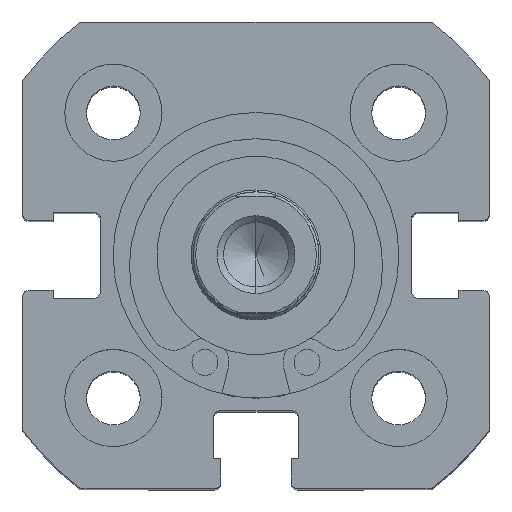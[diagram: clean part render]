
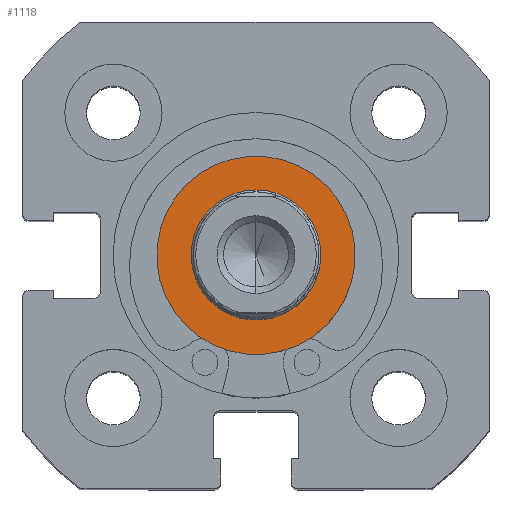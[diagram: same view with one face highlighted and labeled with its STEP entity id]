
A CAD part, top view. The second image highlights one B-rep face of the part: STEP entity #1118.
In plain terms, the highlighted face is planar.
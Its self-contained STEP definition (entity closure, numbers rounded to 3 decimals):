
#309 = DIRECTION ( 'NONE',  ( 0., 0., 1. ) ) ;
#310 = DIRECTION ( 'NONE',  ( -1., 0., 0. ) ) ;
#365 = DIRECTION ( 'NONE',  ( 0., 0., 1. ) ) ;
#367 = DIRECTION ( 'NONE',  ( -1., 0., 0. ) ) ;
#369 = CARTESIAN_POINT ( 'NONE',  ( 0., 0., 0. ) ) ;
#370 = CARTESIAN_POINT ( 'NONE',  ( 0., 0., 0. ) ) ;
#430 = DIRECTION ( 'NONE',  ( 0., 0., 1. ) ) ;
#431 = DIRECTION ( 'NONE',  ( -1., 0., 0. ) ) ;
#445 = DIRECTION ( 'NONE',  ( 0., 0., 1. ) ) ;
#448 = DIRECTION ( 'NONE',  ( -1., 0., 0. ) ) ;
#454 = CARTESIAN_POINT ( 'NONE',  ( 0., 0., 0. ) ) ;
#458 = CARTESIAN_POINT ( 'NONE',  ( 0., 0., 0. ) ) ;
#1118 = ADVANCED_FACE ( 'NONE', ( #2850, #2853 ), #2462, .F. ) ;
#1344 = CARTESIAN_POINT ( 'NONE',  ( 0., 0., -5. ) ) ;
#1375 = CARTESIAN_POINT ( 'NONE',  ( 0., 0., 7.65 ) ) ;
#1394 = CARTESIAN_POINT ( 'NONE',  ( 0., 0., 5. ) ) ;
#1540 = CARTESIAN_POINT ( 'NONE',  ( 0., 0., -7.65 ) ) ;
#2091 = VERTEX_POINT ( 'NONE', #1344 ) ;
#2099 = VERTEX_POINT ( 'NONE', #1540 ) ;
#2388 = VERTEX_POINT ( 'NONE', #1375 ) ;
#2389 = VERTEX_POINT ( 'NONE', #1394 ) ;
#2430 = CARTESIAN_POINT ( 'NONE',  ( 0., 7.65, 0. ) ) ;
#2455 = DIRECTION ( 'NONE',  ( 1., 0., 0. ) ) ;
#2456 = DIRECTION ( 'NONE',  ( 0., 0., -1. ) ) ;
#2462 = PLANE ( 'NONE',  #5612 ) ;
#2850 = FACE_BOUND ( 'NONE', #3916, .T. ) ;
#2853 = FACE_OUTER_BOUND ( 'NONE', #4194, .T. ) ;
#3614 = CIRCLE ( 'NONE', #3784, 7.65 ) ;
#3619 = CIRCLE ( 'NONE', #3790, 5. ) ;
#3642 = CIRCLE ( 'NONE', #3795, 7.65 ) ;
#3646 = CIRCLE ( 'NONE', #3802, 5. ) ;
#3784 = AXIS2_PLACEMENT_3D ( 'NONE', #458, #448, #445 ) ;
#3790 = AXIS2_PLACEMENT_3D ( 'NONE', #454, #431, #430 ) ;
#3795 = AXIS2_PLACEMENT_3D ( 'NONE', #370, #367, #365 ) ;
#3802 = AXIS2_PLACEMENT_3D ( 'NONE', #369, #310, #309 ) ;
#3916 = EDGE_LOOP ( 'NONE', ( #4682, #4681 ) ) ;
#4194 = EDGE_LOOP ( 'NONE', ( #4680, #4679 ) ) ;
#4679 = ORIENTED_EDGE ( 'NONE', *, *, #5365, .T. ) ;
#4680 = ORIENTED_EDGE ( 'NONE', *, *, #5342, .T. ) ;
#4681 = ORIENTED_EDGE ( 'NONE', *, *, #5346, .F. ) ;
#4682 = ORIENTED_EDGE ( 'NONE', *, *, #5367, .F. ) ;
#5342 = EDGE_CURVE ( 'NONE', #2388, #2099, #3614, .T. ) ;
#5346 = EDGE_CURVE ( 'NONE', #2091, #2389, #3619, .T. ) ;
#5365 = EDGE_CURVE ( 'NONE', #2099, #2388, #3642, .T. ) ;
#5367 = EDGE_CURVE ( 'NONE', #2389, #2091, #3646, .T. ) ;
#5612 = AXIS2_PLACEMENT_3D ( 'NONE', #2430, #2455, #2456 ) ;
